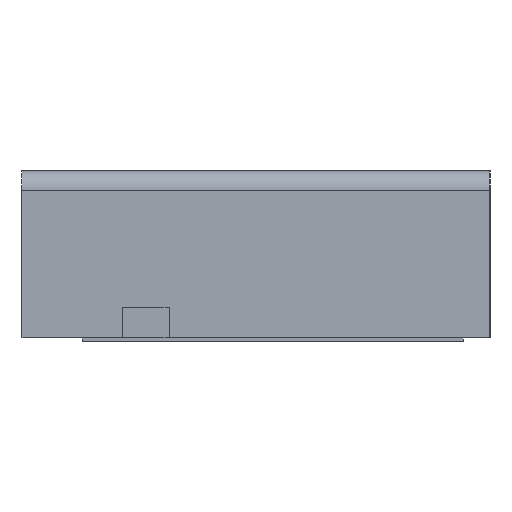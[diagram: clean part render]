
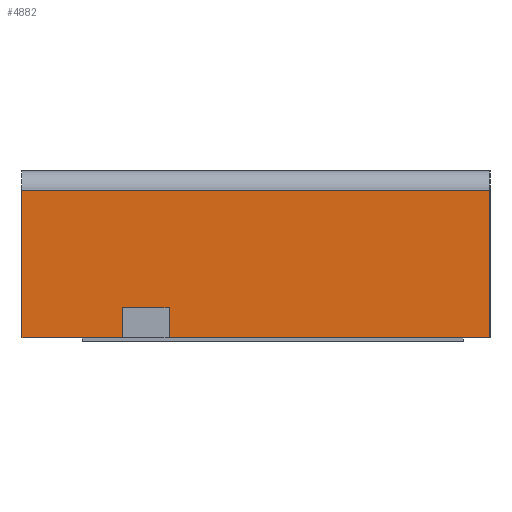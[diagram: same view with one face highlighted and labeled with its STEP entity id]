
A CAD part, left-side view. The second image highlights one B-rep face of the part: STEP entity #4882.
In plain terms, the highlighted planar face has unit normal (-1, 0, 0).
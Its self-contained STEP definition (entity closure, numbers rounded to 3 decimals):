
#558=FACE_OUTER_BOUND('',#835,.T.);
#835=EDGE_LOOP('',(#3452,#3453,#3454,#3455,#3456,#3457,#3458,#3459));
#1070=LINE('',#6049,#1502);
#1190=LINE('',#6362,#1622);
#1194=LINE('',#6370,#1626);
#1197=LINE('',#6376,#1629);
#1201=LINE('',#6383,#1633);
#1202=LINE('',#6385,#1634);
#1203=LINE('',#6387,#1635);
#1204=LINE('',#6388,#1636);
#1502=VECTOR('',#5291,10.);
#1622=VECTOR('',#5553,10.);
#1626=VECTOR('',#5559,10.);
#1629=VECTOR('',#5564,10.);
#1633=VECTOR('',#5572,10.);
#1634=VECTOR('',#5573,10.);
#1635=VECTOR('',#5574,10.);
#1636=VECTOR('',#5575,10.);
#1934=VERTEX_POINT('',#6047);
#1935=VERTEX_POINT('',#6048);
#2032=VERTEX_POINT('',#6360);
#2033=VERTEX_POINT('',#6361);
#2036=VERTEX_POINT('',#6369);
#2038=VERTEX_POINT('',#6375);
#2040=VERTEX_POINT('',#6384);
#2041=VERTEX_POINT('',#6386);
#2430=EDGE_CURVE('',#1934,#1935,#1070,.T.);
#2574=EDGE_CURVE('',#2032,#2033,#1190,.T.);
#2578=EDGE_CURVE('',#2036,#2032,#1194,.T.);
#2581=EDGE_CURVE('',#2038,#2036,#1197,.T.);
#2585=EDGE_CURVE('',#2033,#1935,#1201,.T.);
#2586=EDGE_CURVE('',#1934,#2040,#1202,.T.);
#2587=EDGE_CURVE('',#2041,#2040,#1203,.T.);
#2588=EDGE_CURVE('',#2041,#2038,#1204,.T.);
#3452=ORIENTED_EDGE('',*,*,#2581,.T.);
#3453=ORIENTED_EDGE('',*,*,#2578,.T.);
#3454=ORIENTED_EDGE('',*,*,#2574,.T.);
#3455=ORIENTED_EDGE('',*,*,#2585,.T.);
#3456=ORIENTED_EDGE('',*,*,#2430,.F.);
#3457=ORIENTED_EDGE('',*,*,#2586,.T.);
#3458=ORIENTED_EDGE('',*,*,#2587,.F.);
#3459=ORIENTED_EDGE('',*,*,#2588,.T.);
#4683=PLANE('',#5185);
#4882=ADVANCED_FACE('',(#558),#4683,.T.);
#5185=AXIS2_PLACEMENT_3D('',#6382,#5570,#5571);
#5291=DIRECTION('',(0.,0.,-1.));
#5553=DIRECTION('',(0.,0.,-1.));
#5559=DIRECTION('',(0.,-1.,0.));
#5564=DIRECTION('',(0.,0.,1.));
#5570=DIRECTION('center_axis',(-1.,0.,0.));
#5571=DIRECTION('ref_axis',(0.,0.,1.));
#5572=DIRECTION('',(0.,-1.,0.));
#5573=DIRECTION('',(0.,1.,0.));
#5574=DIRECTION('',(0.,0.,1.));
#5575=DIRECTION('',(0.,-1.,0.));
#6047=CARTESIAN_POINT('',(-9.,-3.5,2.25));
#6048=CARTESIAN_POINT('',(-9.,-3.5,0.05));
#6049=CARTESIAN_POINT('',(-9.,-3.5,0.05));
#6360=CARTESIAN_POINT('',(-9.,1.3,0.5));
#6361=CARTESIAN_POINT('',(-9.,1.3,0.05));
#6362=CARTESIAN_POINT('',(-9.,1.3,0.275));
#6369=CARTESIAN_POINT('',(-9.,2.,0.5));
#6370=CARTESIAN_POINT('',(-9.,1.,0.5));
#6375=CARTESIAN_POINT('',(-9.,2.,0.05));
#6376=CARTESIAN_POINT('',(-9.,2.,0.05));
#6382=CARTESIAN_POINT('Origin',(-9.,0.,0.05));
#6383=CARTESIAN_POINT('',(-9.,0.,0.05));
#6384=CARTESIAN_POINT('',(-9.,3.5,2.25));
#6385=CARTESIAN_POINT('',(-9.,0.,2.25));
#6386=CARTESIAN_POINT('',(-9.,3.5,0.05));
#6387=CARTESIAN_POINT('',(-9.,3.5,0.05));
#6388=CARTESIAN_POINT('',(-9.,0.,0.05));
